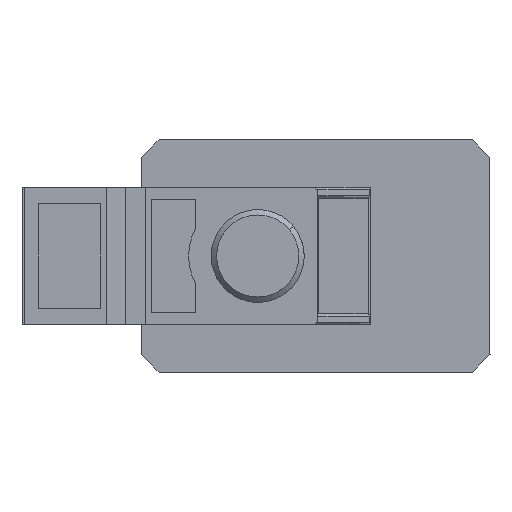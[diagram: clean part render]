
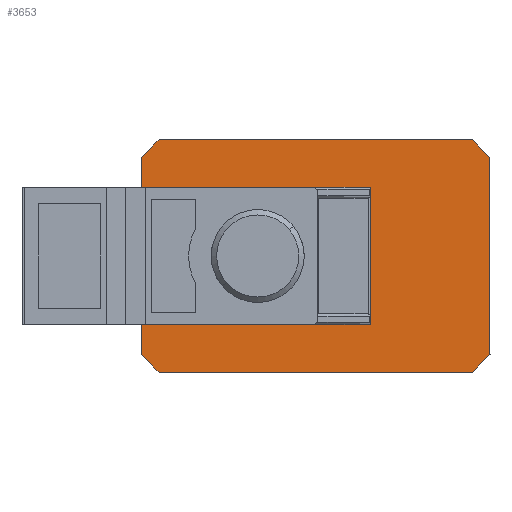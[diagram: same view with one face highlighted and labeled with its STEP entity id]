
A CAD part, left-side view. The second image highlights one B-rep face of the part: STEP entity #3653.
In plain terms, the highlighted face is planar.
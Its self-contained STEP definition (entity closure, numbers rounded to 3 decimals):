
#2 = EDGE_CURVE ( 'NONE', #1671, #1741, #616, .T. ) ;
#15 = DIRECTION ( 'NONE',  ( 1., 0., 0. ) ) ;
#42 = VECTOR ( 'NONE', #2472, 1000. ) ;
#94 = CIRCLE ( 'NONE', #2955, 4.5 ) ;
#114 = VERTEX_POINT ( 'NONE', #3238 ) ;
#163 = VERTEX_POINT ( 'NONE', #3564 ) ;
#188 = CARTESIAN_POINT ( 'NONE',  ( 0., 5., -4.5 ) ) ;
#222 = CARTESIAN_POINT ( 'NONE',  ( -11.75, 11.75, -4.5 ) ) ;
#251 = DIRECTION ( 'NONE',  ( 0., 0., -1. ) ) ;
#372 = LINE ( 'NONE', #2827, #1754 ) ;
#374 = CARTESIAN_POINT ( 'NONE',  ( 11.75, 11.75, -4.5 ) ) ;
#422 = CARTESIAN_POINT ( 'NONE',  ( -10., 15., -4.5 ) ) ;
#473 = AXIS2_PLACEMENT_3D ( 'NONE', #629, #3013, #15 ) ;
#579 = CARTESIAN_POINT ( 'NONE',  ( -4.5, 5., -4.5 ) ) ;
#616 = LINE ( 'NONE', #768, #2040 ) ;
#629 = CARTESIAN_POINT ( 'NONE',  ( 0., 5., -4.5 ) ) ;
#683 = DIRECTION ( 'NONE',  ( 0., -1., 0. ) ) ;
#768 = CARTESIAN_POINT ( 'NONE',  ( 10., -15., -4.5 ) ) ;
#811 = ORIENTED_EDGE ( 'NONE', *, *, #2, .F. ) ;
#883 = DIRECTION ( 'NONE',  ( -1., 0., 0. ) ) ;
#929 = VERTEX_POINT ( 'NONE', #2045 ) ;
#966 = CARTESIAN_POINT ( 'NONE',  ( -10., -15., -4.5 ) ) ;
#1000 = LINE ( 'NONE', #1638, #1047 ) ;
#1047 = VECTOR ( 'NONE', #1342, 1000. ) ;
#1162 = ORIENTED_EDGE ( 'NONE', *, *, #1553, .T. ) ;
#1220 = ORIENTED_EDGE ( 'NONE', *, *, #1397, .F. ) ;
#1238 = VECTOR ( 'NONE', #1594, 1000. ) ;
#1256 = EDGE_LOOP ( 'NONE', ( #3502, #1692, #3585, #3891, #1220, #1496, #811, #1504 ) ) ;
#1274 = EDGE_CURVE ( 'NONE', #3438, #3258, #3371, .T. ) ;
#1303 = DIRECTION ( 'NONE',  ( -1., 0., 0. ) ) ;
#1338 = DIRECTION ( 'NONE',  ( 0., 1., 0. ) ) ;
#1342 = DIRECTION ( 'NONE',  ( -0.707, -0.707, 0. ) ) ;
#1397 = EDGE_CURVE ( 'NONE', #163, #1968, #3883, .T. ) ;
#1496 = ORIENTED_EDGE ( 'NONE', *, *, #2554, .T. ) ;
#1504 = ORIENTED_EDGE ( 'NONE', *, *, #1862, .T. ) ;
#1540 = AXIS2_PLACEMENT_3D ( 'NONE', #2682, #251, #883 ) ;
#1553 = EDGE_CURVE ( 'NONE', #1775, #3347, #94, .T. ) ;
#1567 = LINE ( 'NONE', #374, #1238 ) ;
#1569 = DIRECTION ( 'NONE',  ( 1., 0., 0. ) ) ;
#1594 = DIRECTION ( 'NONE',  ( 0.707, -0.707, 0. ) ) ;
#1604 = CARTESIAN_POINT ( 'NONE',  ( 8.5, -15., -4.5 ) ) ;
#1638 = CARTESIAN_POINT ( 'NONE',  ( 11.75, -11.75, -4.5 ) ) ;
#1671 = VERTEX_POINT ( 'NONE', #3843 ) ;
#1692 = ORIENTED_EDGE ( 'NONE', *, *, #2480, .T. ) ;
#1712 = DIRECTION ( 'NONE',  ( 0., 0., 1. ) ) ;
#1741 = VERTEX_POINT ( 'NONE', #2093 ) ;
#1754 = VECTOR ( 'NONE', #683, 1000. ) ;
#1775 = VERTEX_POINT ( 'NONE', #579 ) ;
#1786 = EDGE_LOOP ( 'NONE', ( #1959, #1162 ) ) ;
#1862 = EDGE_CURVE ( 'NONE', #1671, #3258, #1000, .T. ) ;
#1959 = ORIENTED_EDGE ( 'NONE', *, *, #2360, .T. ) ;
#1968 = VERTEX_POINT ( 'NONE', #2221 ) ;
#2040 = VECTOR ( 'NONE', #1338, 1000. ) ;
#2043 = CIRCLE ( 'NONE', #473, 4.5 ) ;
#2045 = CARTESIAN_POINT ( 'NONE',  ( -10., 13.5, -4.5 ) ) ;
#2093 = CARTESIAN_POINT ( 'NONE',  ( 10., 13.5, -4.5 ) ) ;
#2126 = VECTOR ( 'NONE', #2353, 1000. ) ;
#2175 = VECTOR ( 'NONE', #1569, 1000. ) ;
#2221 = CARTESIAN_POINT ( 'NONE',  ( -8.5, 15., -4.5 ) ) ;
#2353 = DIRECTION ( 'NONE',  ( 0.707, 0.707, 0. ) ) ;
#2360 = EDGE_CURVE ( 'NONE', #3347, #1775, #2043, .T. ) ;
#2367 = VECTOR ( 'NONE', #1303, 1000. ) ;
#2472 = DIRECTION ( 'NONE',  ( -0.707, 0.707, 0. ) ) ;
#2480 = EDGE_CURVE ( 'NONE', #3438, #114, #2509, .T. ) ;
#2486 = CARTESIAN_POINT ( 'NONE',  ( -11.75, -11.75, -4.5 ) ) ;
#2509 = LINE ( 'NONE', #2486, #42 ) ;
#2554 = EDGE_CURVE ( 'NONE', #163, #1741, #1567, .T. ) ;
#2562 = CARTESIAN_POINT ( 'NONE',  ( 4.5, 5., -4.5 ) ) ;
#2682 = CARTESIAN_POINT ( 'NONE',  ( 0., 0., -4.5 ) ) ;
#2792 = FACE_OUTER_BOUND ( 'NONE', #1256, .T. ) ;
#2827 = CARTESIAN_POINT ( 'NONE',  ( -10., -15., -4.5 ) ) ;
#2881 = FACE_BOUND ( 'NONE', #1786, .T. ) ;
#2933 = LINE ( 'NONE', #222, #2126 ) ;
#2955 = AXIS2_PLACEMENT_3D ( 'NONE', #188, #1712, #3799 ) ;
#3013 = DIRECTION ( 'NONE',  ( 0., 0., 1. ) ) ;
#3174 = EDGE_CURVE ( 'NONE', #929, #114, #372, .T. ) ;
#3238 = CARTESIAN_POINT ( 'NONE',  ( -10., -13.5, -4.5 ) ) ;
#3241 = CARTESIAN_POINT ( 'NONE',  ( -8.5, -15., -4.5 ) ) ;
#3258 = VERTEX_POINT ( 'NONE', #1604 ) ;
#3347 = VERTEX_POINT ( 'NONE', #2562 ) ;
#3371 = LINE ( 'NONE', #966, #2175 ) ;
#3438 = VERTEX_POINT ( 'NONE', #3241 ) ;
#3490 = EDGE_CURVE ( 'NONE', #929, #1968, #2933, .T. ) ;
#3502 = ORIENTED_EDGE ( 'NONE', *, *, #1274, .F. ) ;
#3564 = CARTESIAN_POINT ( 'NONE',  ( 8.5, 15., -4.5 ) ) ;
#3585 = ORIENTED_EDGE ( 'NONE', *, *, #3174, .F. ) ;
#3653 = ADVANCED_FACE ( 'NONE', ( #2881, #2792 ), #3875, .T. ) ;
#3799 = DIRECTION ( 'NONE',  ( 1., 0., 0. ) ) ;
#3843 = CARTESIAN_POINT ( 'NONE',  ( 10., -13.5, -4.5 ) ) ;
#3875 = PLANE ( 'NONE',  #1540 ) ;
#3883 = LINE ( 'NONE', #422, #2367 ) ;
#3891 = ORIENTED_EDGE ( 'NONE', *, *, #3490, .T. ) ;
